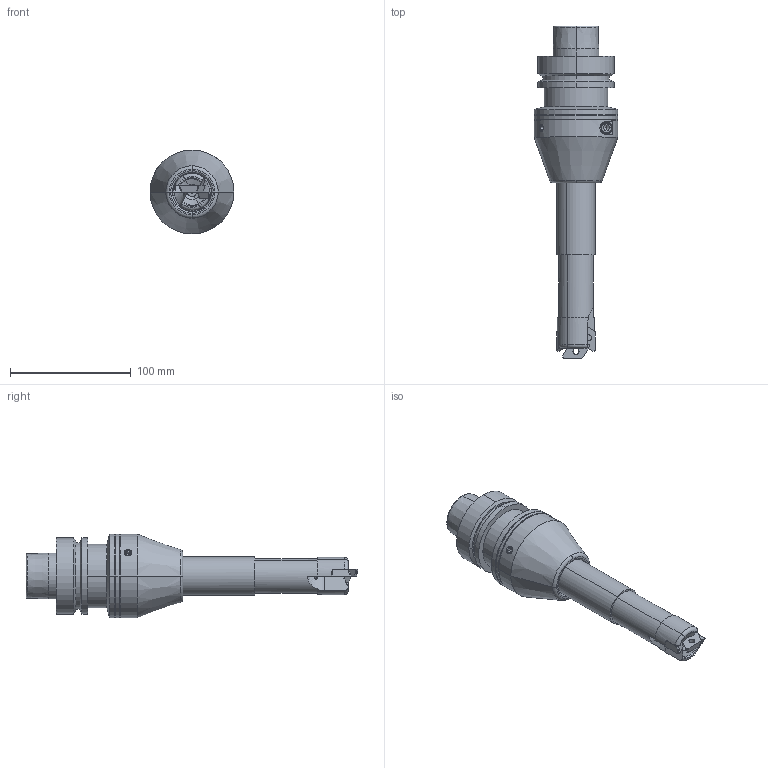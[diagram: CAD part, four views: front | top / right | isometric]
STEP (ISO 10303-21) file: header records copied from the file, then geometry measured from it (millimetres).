
FILE_DESCRIPTION(('HOOPS Exchange Step'),'2;1');
FILE_NAME('export-EFC59B7A-A4C9-4E75-A7C1-7A26A3B41897.stp','2024-08-16T14:04:49+02:00',('Engineering'),('Alibre'),'HOOPS Exchange 2023.0','Alibre','Unknown authorisation');
FILE_SCHEMA( ('AP242_MANAGED_MODEL_BASED_3D_ENGINEERING_MIM_LF {1 0 10303 442 1 1 4 }') );
Length unit declared in the file: millimetre
Products named in the file (4): 6927 Ø32 Z=2 L=200 CL=80 Ap=16 Shoulder Milling ALU-Cutter (TE90XEV 232-32-16-L200); 6940 HYDRO-GRIP COMPACT 32 - HSK63F; 6931 XEVT 160508R-AL K10 Sharp ground  polished inserts (ALU  non-ferrous materials); 6927 Demo Assembly 6940ETP
Assembly tree (4 placements, depth 2):
  6927 Demo Assembly 6940ETP
    6927 Ø32 Z=2 L=200 CL=80 Ap=16 Shoulder Milling ALU-Cutter (TE90XEV 232-32-16-L200)
    6940 HYDRO-GRIP COMPACT 32 - HSK63F
    6931 XEVT 160508R-AL K10 Sharp ground  polished inserts (ALU  non-ferrous materials)  x2
Bounding box: 69.5 x 275.1 x 69.5 mm (x, y, z)
Volume: 392025.6 mm3; surface area: 73319.5 mm2
Topology: 5 solids, 7 shells, 328 faces, 842 edges, 522 vertices
Faces by surface type: cylinder 86, plane 79, cone 71, torus 70, bspline 22
Entity records: 12137 total; most frequent: CARTESIAN_POINT 4694, DIRECTION 1546, ORIENTED_EDGE 1494, EDGE_CURVE 747, AXIS2_PLACEMENT_3D 645, VERTEX_POINT 474, CIRCLE 350, EDGE_LOOP 329
